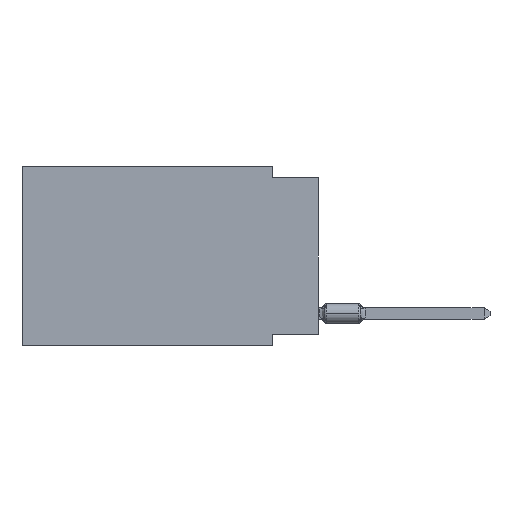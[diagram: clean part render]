
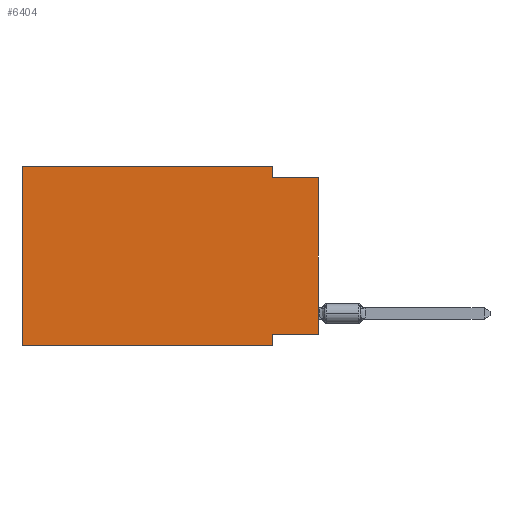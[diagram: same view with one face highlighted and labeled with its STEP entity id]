
A CAD part, left-side view. The second image highlights one B-rep face of the part: STEP entity #6404.
In plain terms, the highlighted planar face has unit normal (-1, 0, 0).
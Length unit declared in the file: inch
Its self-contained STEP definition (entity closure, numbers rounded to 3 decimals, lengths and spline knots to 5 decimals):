
#1056 = DIRECTION ( 'NONE',  ( 0., 0., 1. ) ) ;
#1205 = ORIENTED_EDGE ( 'NONE', *, *, #7444, .F. ) ;
#1226 = CARTESIAN_POINT ( 'NONE',  ( 0., 0.1, 0. ) ) ;
#1373 = CARTESIAN_POINT ( 'NONE',  ( 0., 0.645, 0. ) ) ;
#1749 = VERTEX_POINT ( 'NONE', #14329 ) ;
#2178 = ORIENTED_EDGE ( 'NONE', *, *, #6570, .T. ) ;
#2194 = EDGE_CURVE ( 'NONE', #8388, #9702, #3473, .T. ) ;
#2444 = DIRECTION ( 'NONE',  ( 0., 0., -1. ) ) ;
#2707 = LINE ( 'NONE', #1373, #8496 ) ;
#2708 = VECTOR ( 'NONE', #3370, 39.37008 ) ;
#2969 = VECTOR ( 'NONE', #12561, 39.37008 ) ;
#3014 = CARTESIAN_POINT ( 'NONE',  ( 0., 0.1, -0.39 ) ) ;
#3370 = DIRECTION ( 'NONE',  ( 0., -1., 0. ) ) ;
#3410 = CARTESIAN_POINT ( 'NONE',  ( 0., 0.645, 0. ) ) ;
#3473 = LINE ( 'NONE', #4584, #4029 ) ;
#3476 = VERTEX_POINT ( 'NONE', #4021 ) ;
#3574 = CARTESIAN_POINT ( 'NONE',  ( 0., 0., -0.365 ) ) ;
#3853 = DIRECTION ( 'NONE',  ( 1., 0., 0. ) ) ;
#3894 = CARTESIAN_POINT ( 'NONE',  ( 0., 0.1, -0.025 ) ) ;
#4021 = CARTESIAN_POINT ( 'NONE',  ( 0., 0.645, 0. ) ) ;
#4029 = VECTOR ( 'NONE', #9335, 39.37008 ) ;
#4191 = LINE ( 'NONE', #3014, #2969 ) ;
#4226 = VERTEX_POINT ( 'NONE', #3894 ) ;
#4584 = CARTESIAN_POINT ( 'NONE',  ( 0., 0., 0. ) ) ;
#4942 = VERTEX_POINT ( 'NONE', #9159 ) ;
#5006 = VERTEX_POINT ( 'NONE', #10344 ) ;
#5551 = LINE ( 'NONE', #11499, #2708 ) ;
#5879 = FACE_OUTER_BOUND ( 'NONE', #7905, .T. ) ;
#6030 = ORIENTED_EDGE ( 'NONE', *, *, #2194, .T. ) ;
#6161 = CARTESIAN_POINT ( 'NONE',  ( 0., 0., -0.025 ) ) ;
#6404 = ADVANCED_FACE ( 'NONE', ( #5879 ), #7360, .F. ) ;
#6570 = EDGE_CURVE ( 'NONE', #4942, #7028, #5551, .T. ) ;
#7028 = VERTEX_POINT ( 'NONE', #13779 ) ;
#7072 = LINE ( 'NONE', #15424, #7829 ) ;
#7360 = PLANE ( 'NONE',  #12194 ) ;
#7444 = EDGE_CURVE ( 'NONE', #1749, #7028, #4191, .T. ) ;
#7747 = ORIENTED_EDGE ( 'NONE', *, *, #11585, .F. ) ;
#7829 = VECTOR ( 'NONE', #14160, 39.37008 ) ;
#7905 = EDGE_LOOP ( 'NONE', ( #6030, #14473, #8179, #7747, #14879, #2178, #1205, #9804 ) ) ;
#8179 = ORIENTED_EDGE ( 'NONE', *, *, #8846, .F. ) ;
#8388 = VERTEX_POINT ( 'NONE', #3574 ) ;
#8496 = VECTOR ( 'NONE', #10915, 39.37008 ) ;
#8846 = EDGE_CURVE ( 'NONE', #5006, #4226, #9288, .T. ) ;
#9159 = CARTESIAN_POINT ( 'NONE',  ( 0., 0.645, -0.39 ) ) ;
#9288 = LINE ( 'NONE', #1226, #11241 ) ;
#9335 = DIRECTION ( 'NONE',  ( 0., 0., 1. ) ) ;
#9702 = VERTEX_POINT ( 'NONE', #9858 ) ;
#9804 = ORIENTED_EDGE ( 'NONE', *, *, #15417, .F. ) ;
#9858 = CARTESIAN_POINT ( 'NONE',  ( 0., 0., -0.025 ) ) ;
#10032 = EDGE_CURVE ( 'NONE', #4226, #9702, #14816, .T. ) ;
#10233 = VECTOR ( 'NONE', #1056, 39.37008 ) ;
#10318 = EDGE_CURVE ( 'NONE', #4942, #3476, #15356, .T. ) ;
#10344 = CARTESIAN_POINT ( 'NONE',  ( 0., 0.1, 0. ) ) ;
#10915 = DIRECTION ( 'NONE',  ( 0., -1., 0. ) ) ;
#11241 = VECTOR ( 'NONE', #13056, 39.37008 ) ;
#11499 = CARTESIAN_POINT ( 'NONE',  ( 0., 0.645, -0.39 ) ) ;
#11585 = EDGE_CURVE ( 'NONE', #3476, #5006, #2707, .T. ) ;
#12194 = AXIS2_PLACEMENT_3D ( 'NONE', #14616, #3853, #2444 ) ;
#12484 = VECTOR ( 'NONE', #13303, 39.37008 ) ;
#12561 = DIRECTION ( 'NONE',  ( 0., 0., -1. ) ) ;
#13056 = DIRECTION ( 'NONE',  ( 0., 0., -1. ) ) ;
#13303 = DIRECTION ( 'NONE',  ( 0., -1., 0. ) ) ;
#13779 = CARTESIAN_POINT ( 'NONE',  ( 0., 0.1, -0.39 ) ) ;
#14160 = DIRECTION ( 'NONE',  ( 0., 1., 0. ) ) ;
#14329 = CARTESIAN_POINT ( 'NONE',  ( 0., 0.1, -0.365 ) ) ;
#14473 = ORIENTED_EDGE ( 'NONE', *, *, #10032, .F. ) ;
#14616 = CARTESIAN_POINT ( 'NONE',  ( 0., 0.645, 0. ) ) ;
#14816 = LINE ( 'NONE', #6161, #12484 ) ;
#14879 = ORIENTED_EDGE ( 'NONE', *, *, #10318, .F. ) ;
#15356 = LINE ( 'NONE', #3410, #10233 ) ;
#15417 = EDGE_CURVE ( 'NONE', #8388, #1749, #7072, .T. ) ;
#15424 = CARTESIAN_POINT ( 'NONE',  ( 0., 0., -0.365 ) ) ;
